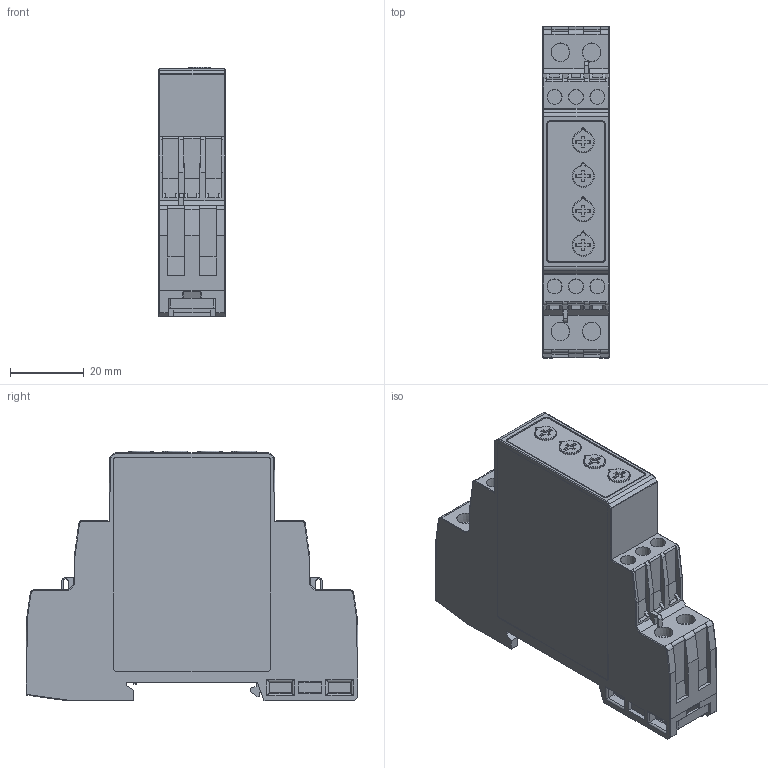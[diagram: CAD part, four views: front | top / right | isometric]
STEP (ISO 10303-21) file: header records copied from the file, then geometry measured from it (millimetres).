
FILE_DESCRIPTION(/* description */ (''),/* implementation_level */ '2;1');
FILE_NAME(/* name */ 'DPB51.stp',/* time_stamp */ '2017-01-25T16:42:18+01:00',/* author */ ('rtamburlin'),/* organization */ (''),/* preprocessor_version */ 'ST-DEVELOPER v16.5',/* originating_system */ 'Autodesk Inventor 2017',/* authorisation */ '');
FILE_SCHEMA (('AUTOMOTIVE_DESIGN { 1 0 10303 214 3 1 1 }'));
Length unit declared in the file: millimetre
Products named in the file (1): DPB51
Bounding box: 17.9 x 90 x 67.6 mm (x, y, z)
Volume: 77543.3 mm3; surface area: 16492.4 mm2
Topology: 1 solids, 10 shells, 618 faces, 1644 edges, 1052 vertices
Faces by surface type: plane 360, cylinder 182, cone 42, torus 20, sphere 12, bspline 2
Full cylindrical faces by diameter (mm): 2 x1, 5.5 x4
Entity records: 19791 total; most frequent: CARTESIAN_POINT 3585, DIRECTION 3264, ORIENTED_EDGE 3230, EDGE_CURVE 1614, AXIS2_PLACEMENT_3D 1089, LINE 1086, VECTOR 1086, VERTEX_POINT 1048
